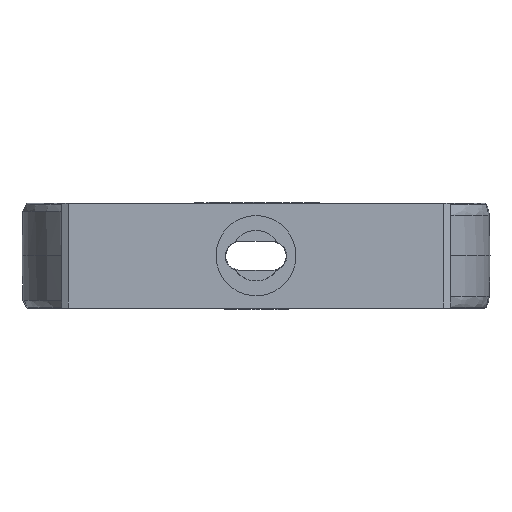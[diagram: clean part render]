
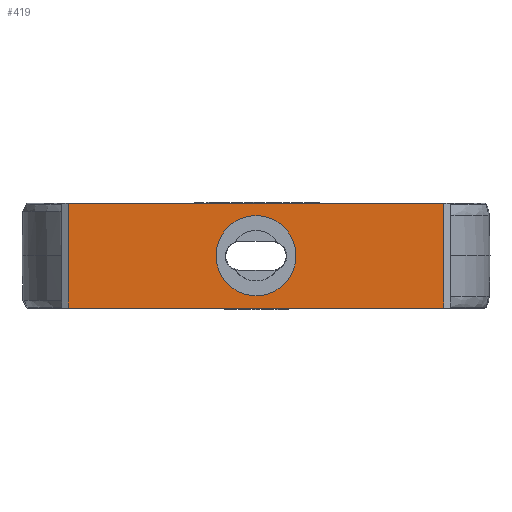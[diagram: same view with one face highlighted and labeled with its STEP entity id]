
A CAD part, front view. The second image highlights one B-rep face of the part: STEP entity #419.
In plain terms, the highlighted planar face has unit normal (0, -1, 0).
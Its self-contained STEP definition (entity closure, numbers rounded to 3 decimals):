
#419=ADVANCED_FACE('',(#975,#566),#8902,.T.);
#566=FACE_BOUND('',#1528,.T.);
#975=FACE_OUTER_BOUND('',#1527,.T.);
#1527=EDGE_LOOP('',(#4011,#4012,#4013,#4014));
#1528=EDGE_LOOP('',(#4015,#4016));
#4011=ORIENTED_EDGE('',*,*,#5716,.F.);
#4012=ORIENTED_EDGE('',*,*,#5714,.F.);
#4013=ORIENTED_EDGE('',*,*,#5713,.F.);
#4014=ORIENTED_EDGE('',*,*,#5715,.F.);
#4015=ORIENTED_EDGE('',*,*,#5425,.T.);
#4016=ORIENTED_EDGE('',*,*,#5421,.T.);
#5421=EDGE_CURVE('',#8225,#8226,#7347,.T.);
#5425=EDGE_CURVE('',#8226,#8225,#7351,.T.);
#5713=EDGE_CURVE('',#8051,#8050,#6922,.T.);
#5714=EDGE_CURVE('',#8050,#7529,#6923,.T.);
#5715=EDGE_CURVE('',#7528,#8051,#6924,.T.);
#5716=EDGE_CURVE('',#7529,#7528,#6925,.T.);
#6922=B_SPLINE_CURVE_WITH_KNOTS('',1,(#27863,#27864,#27865,#27866),
 .UNSPECIFIED.,.F.,.F.,(2,1,1,2),(-30.783,-0.566,
0.,30.217),.UNSPECIFIED.);
#6923=B_SPLINE_CURVE_WITH_KNOTS('',1,(#27867,#27868),.UNSPECIFIED.,.F.,
 .F.,(2,2),(0.,17.),.UNSPECIFIED.);
#6924=B_SPLINE_CURVE_WITH_KNOTS('',1,(#27869,#27870),.UNSPECIFIED.,.F.,
 .F.,(2,2),(-17.,0.),.UNSPECIFIED.);
#6925=B_SPLINE_CURVE_WITH_KNOTS('',1,(#27871,#27872,#27873,#27874),
 .UNSPECIFIED.,.F.,.F.,(2,1,1,2),(258.175,288.392,288.957,
319.175),.UNSPECIFIED.);
#7347=(
BOUNDED_CURVE()
B_SPLINE_CURVE(2,(#26067,#26068,#26069,#26070,#26071),.UNSPECIFIED.,.F.,
 .F.)
B_SPLINE_CURVE_WITH_KNOTS((3,2,3),(-20.42,-10.21,
0.),.UNSPECIFIED.)
CURVE()
GEOMETRIC_REPRESENTATION_ITEM()
RATIONAL_B_SPLINE_CURVE((1.,0.707,1.,0.707,1.))
REPRESENTATION_ITEM('')
);
#7351=(
BOUNDED_CURVE()
B_SPLINE_CURVE(2,(#26081,#26082,#26083,#26084,#26085),.UNSPECIFIED.,.F.,
 .F.)
B_SPLINE_CURVE_WITH_KNOTS((3,2,3),(-20.42,-10.21,
0.),.UNSPECIFIED.)
CURVE()
GEOMETRIC_REPRESENTATION_ITEM()
RATIONAL_B_SPLINE_CURVE((1.,0.707,1.,0.707,1.))
REPRESENTATION_ITEM('')
);
#7528=VERTEX_POINT('',#19264);
#7529=VERTEX_POINT('',#19265);
#8050=VERTEX_POINT('',#19786);
#8051=VERTEX_POINT('',#19787);
#8225=VERTEX_POINT('',#19961);
#8226=VERTEX_POINT('',#19962);
#8902=PLANE('',#9164);
#9164=AXIS2_PLACEMENT_3D('',#17864,#9341,$);
#9341=DIRECTION('',(0.,-1.,0.));
#17864=CARTESIAN_POINT('',(-36.601,-60.5,10.201));
#19264=CARTESIAN_POINT('',(30.5,-60.5,8.5));
#19265=CARTESIAN_POINT('',(-30.5,-60.5,8.5));
#19786=CARTESIAN_POINT('',(-30.5,-60.5,-8.5));
#19787=CARTESIAN_POINT('',(30.5,-60.5,-8.5));
#19961=CARTESIAN_POINT('',(0.,-60.5,-6.5));
#19962=CARTESIAN_POINT('',(0.,-60.5,6.5));
#26067=CARTESIAN_POINT('',(0.,-60.5,-6.5));
#26068=CARTESIAN_POINT('',(-6.5,-60.5,-6.5));
#26069=CARTESIAN_POINT('',(-6.5,-60.5,0.));
#26070=CARTESIAN_POINT('',(-6.5,-60.5,6.5));
#26071=CARTESIAN_POINT('',(0.,-60.5,6.5));
#26081=CARTESIAN_POINT('',(0.,-60.5,6.5));
#26082=CARTESIAN_POINT('',(6.5,-60.5,6.5));
#26083=CARTESIAN_POINT('',(6.5,-60.5,0.));
#26084=CARTESIAN_POINT('',(6.5,-60.5,-6.5));
#26085=CARTESIAN_POINT('',(0.,-60.5,-6.5));
#27863=CARTESIAN_POINT('',(30.5,-60.5,-8.5));
#27864=CARTESIAN_POINT('',(0.283,-60.5,-8.5));
#27865=CARTESIAN_POINT('',(-0.283,-60.5,-8.5));
#27866=CARTESIAN_POINT('',(-30.5,-60.5,-8.5));
#27867=CARTESIAN_POINT('',(-30.5,-60.5,-8.5));
#27868=CARTESIAN_POINT('',(-30.5,-60.5,8.5));
#27869=CARTESIAN_POINT('',(30.5,-60.5,8.5));
#27870=CARTESIAN_POINT('',(30.5,-60.5,-8.5));
#27871=CARTESIAN_POINT('',(-30.5,-60.5,8.5));
#27872=CARTESIAN_POINT('',(-0.283,-60.5,8.5));
#27873=CARTESIAN_POINT('',(0.283,-60.5,8.5));
#27874=CARTESIAN_POINT('',(30.5,-60.5,8.5));
